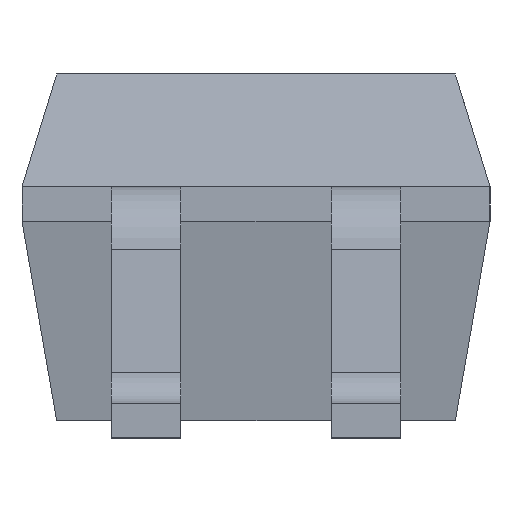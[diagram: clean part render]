
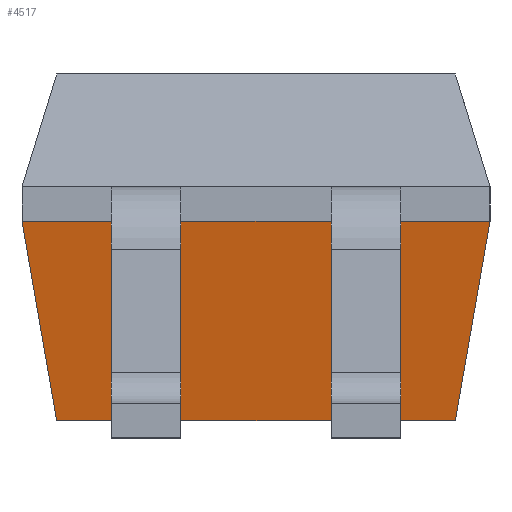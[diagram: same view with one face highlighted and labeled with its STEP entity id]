
A CAD part, left-side view. The second image highlights one B-rep face of the part: STEP entity #4517.
In plain terms, the highlighted planar face has unit normal (-0.985, 0, -0.171).
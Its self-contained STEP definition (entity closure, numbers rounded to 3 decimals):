
#336=ORIENTED_EDGE('',*,*,#1342,.T.);
#337=ORIENTED_EDGE('',*,*,#1311,.T.);
#338=ORIENTED_EDGE('',*,*,#1317,.F.);
#339=ORIENTED_EDGE('',*,*,#1308,.F.);
#340=ORIENTED_EDGE('',*,*,#1343,.T.);
#341=ORIENTED_EDGE('',*,*,#1344,.T.);
#342=ORIENTED_EDGE('',*,*,#1345,.F.);
#343=ORIENTED_EDGE('',*,*,#1346,.F.);
#344=ORIENTED_EDGE('',*,*,#1347,.T.);
#345=ORIENTED_EDGE('',*,*,#1322,.F.);
#346=ORIENTED_EDGE('',*,*,#1333,.F.);
#347=ORIENTED_EDGE('',*,*,#1329,.T.);
#1308=EDGE_CURVE('',#1818,#1819,#2158,.T.);
#1311=EDGE_CURVE('',#1822,#1821,#2161,.T.);
#1317=EDGE_CURVE('',#1819,#1821,#2167,.T.);
#1322=EDGE_CURVE('',#1828,#1829,#2172,.T.);
#1329=EDGE_CURVE('',#1836,#1835,#2179,.T.);
#1333=EDGE_CURVE('',#1836,#1828,#2183,.T.);
#1342=EDGE_CURVE('',#1835,#1822,#2192,.T.);
#1343=EDGE_CURVE('',#1818,#1842,#2193,.T.);
#1344=EDGE_CURVE('',#1842,#1843,#2194,.T.);
#1345=EDGE_CURVE('',#1844,#1843,#2195,.T.);
#1346=EDGE_CURVE('',#1845,#1844,#2196,.T.);
#1347=EDGE_CURVE('',#1845,#1829,#2197,.T.);
#1818=VERTEX_POINT('',#5655);
#1819=VERTEX_POINT('',#5657);
#1821=VERTEX_POINT('',#5662);
#1822=VERTEX_POINT('',#5664);
#1828=VERTEX_POINT('',#5683);
#1829=VERTEX_POINT('',#5685);
#1835=VERTEX_POINT('',#5698);
#1836=VERTEX_POINT('',#5700);
#1842=VERTEX_POINT('',#5724);
#1843=VERTEX_POINT('',#5726);
#1844=VERTEX_POINT('',#5728);
#1845=VERTEX_POINT('',#5730);
#2158=LINE('',#5656,#2466);
#2161=LINE('',#5663,#2469);
#2167=LINE('',#5674,#2475);
#2172=LINE('',#5684,#2480);
#2179=LINE('',#5699,#2487);
#2183=LINE('',#5706,#2491);
#2192=LINE('',#5722,#2500);
#2193=LINE('',#5723,#2501);
#2194=LINE('',#5725,#2502);
#2195=LINE('',#5727,#2503);
#2196=LINE('',#5729,#2504);
#2197=LINE('',#5731,#2505);
#2466=VECTOR('',#4935,1000.);
#2469=VECTOR('',#4940,1000.);
#2475=VECTOR('',#4948,1000.);
#2480=VECTOR('',#4957,1000.);
#2487=VECTOR('',#4966,1000.);
#2491=VECTOR('',#4972,1000.);
#2500=VECTOR('',#4987,1000.);
#2501=VECTOR('',#4988,1000.);
#2502=VECTOR('',#4989,1000.);
#2503=VECTOR('',#4990,1000.);
#2504=VECTOR('',#4991,1000.);
#2505=VECTOR('',#4992,1000.);
#2779=EDGE_LOOP('',(#336,#337,#338,#339,#340,#341,#342,#343,#344,#345,#346,
#347));
#3011=FACE_BOUND('',#2779,.T.);
#3243=PLANE('',#4732);
#4517=ADVANCED_FACE('',(#3011),#3243,.T.);
#4732=AXIS2_PLACEMENT_3D('',#5721,#4985,#4986);
#4935=DIRECTION('',(0.171,0.,-0.985));
#4940=DIRECTION('',(0.171,0.,-0.985));
#4948=DIRECTION('',(0.,-1.,0.));
#4957=DIRECTION('',(-0.171,0.,0.985));
#4966=DIRECTION('',(-0.171,0.,0.985));
#4972=DIRECTION('',(0.,-1.,0.));
#4985=DIRECTION('',(-0.985,0.,-0.171));
#4986=DIRECTION('',(-0.171,0.,0.985));
#4987=DIRECTION('',(0.,1.,0.));
#4988=DIRECTION('',(0.,1.,0.));
#4989=DIRECTION('',(0.169,-0.169,-0.971));
#4990=DIRECTION('',(0.,1.,0.));
#4991=DIRECTION('',(0.169,0.169,-0.971));
#4992=DIRECTION('',(0.,1.,0.));
#5655=CARTESIAN_POINT('',(-2.2,0.835,1.25));
#5656=CARTESIAN_POINT('',(-2.2,0.835,1.25));
#5657=CARTESIAN_POINT('',(-2.183,0.835,1.15));
#5662=CARTESIAN_POINT('',(-2.183,0.435,1.15));
#5663=CARTESIAN_POINT('',(-2.2,0.435,1.25));
#5664=CARTESIAN_POINT('',(-2.2,0.435,1.25));
#5674=CARTESIAN_POINT('',(-2.183,-1.35,1.15));
#5683=CARTESIAN_POINT('',(-2.183,-0.835,1.15));
#5684=CARTESIAN_POINT('',(-2.2,-0.835,1.25));
#5685=CARTESIAN_POINT('',(-2.2,-0.835,1.25));
#5698=CARTESIAN_POINT('',(-2.2,-0.435,1.25));
#5699=CARTESIAN_POINT('',(-2.2,-0.435,1.25));
#5700=CARTESIAN_POINT('',(-2.183,-0.435,1.15));
#5706=CARTESIAN_POINT('',(-2.183,-1.35,1.15));
#5721=CARTESIAN_POINT('',(-2.2,-1.35,1.25));
#5722=CARTESIAN_POINT('',(-2.2,-1.35,1.25));
#5723=CARTESIAN_POINT('',(-2.2,-1.35,1.25));
#5724=CARTESIAN_POINT('',(-2.2,1.35,1.25));
#5725=CARTESIAN_POINT('',(-2.123,1.273,0.807));
#5726=CARTESIAN_POINT('',(-2.,1.15,0.1));
#5727=CARTESIAN_POINT('',(-2.,-1.35,0.1));
#5728=CARTESIAN_POINT('',(-2.,-1.15,0.1));
#5729=CARTESIAN_POINT('',(-2.2,-1.35,1.25));
#5730=CARTESIAN_POINT('',(-2.2,-1.35,1.25));
#5731=CARTESIAN_POINT('',(-2.2,-1.35,1.25));
